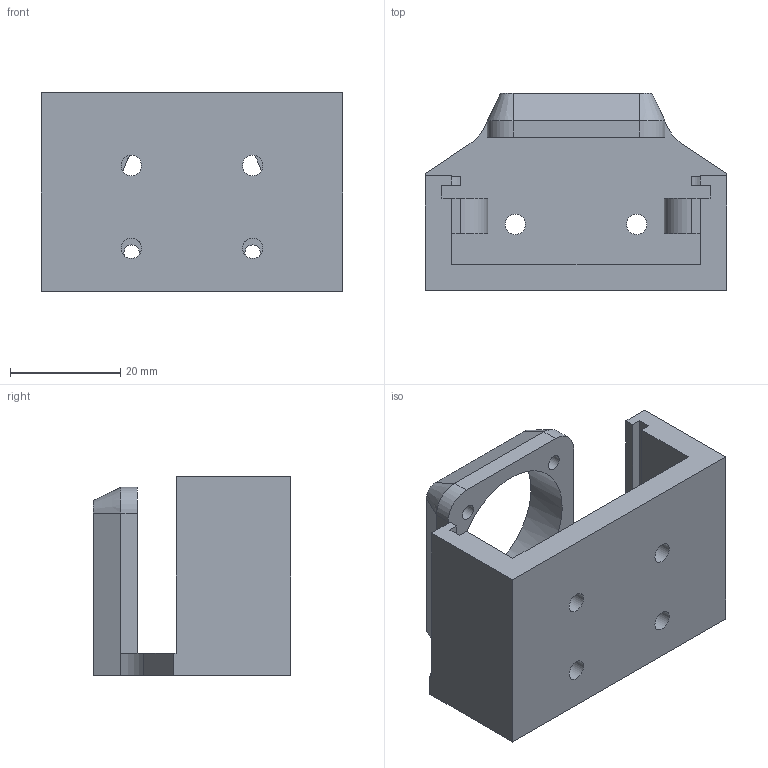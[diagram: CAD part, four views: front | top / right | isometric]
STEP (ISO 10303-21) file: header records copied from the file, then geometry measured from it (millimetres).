
FILE_DESCRIPTION(/* description */ (''),/* implementation_level */ '2;1');
FILE_NAME(/* name */ 'High Power FET holder Plate Mount with Fan.stp',/* time_stamp */ '2017-05-14T09:07:08-04:00',/* author */ (''),/* organization */ (''),/* preprocessor_version */ 'ST-DEVELOPER v14.6',/* originating_system */ '',/* authorisation */ '');
FILE_SCHEMA (('AUTOMOTIVE_DESIGN { 1 2 10303 214 1 1 1 1 }'));
Length unit declared in the file: centimetre
Products named in the file (2): 1234-K789
Bounding box: 54.6 x 35.8 x 36 mm (x, y, z)
Volume: 22611.2 mm3; surface area: 12578.3 mm2
Topology: 1 solids, 1 shells, 60 faces, 173 edges, 115 vertices
Faces by surface type: plane 35, cylinder 23, cone 2
Full cylindrical faces by diameter (mm): 2.8 x6, 3.7 x6, 26.289 x1
Entity records: 1949 total; most frequent: DIRECTION 329, CARTESIAN_POINT 328, ORIENTED_EDGE 310, EDGE_CURVE 155, AXIS2_PLACEMENT_3D 111, VERTEX_POINT 110, LINE 107, VECTOR 107
